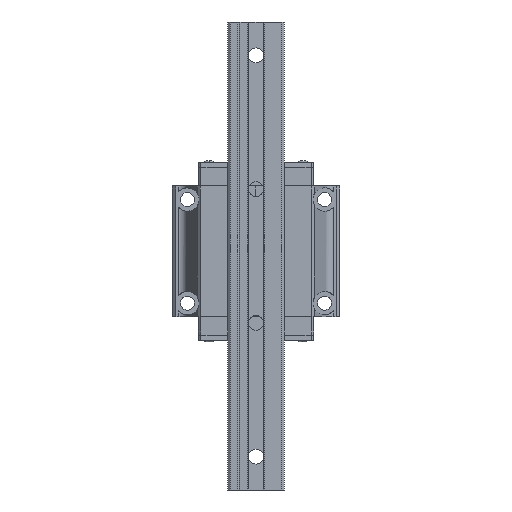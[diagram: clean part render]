
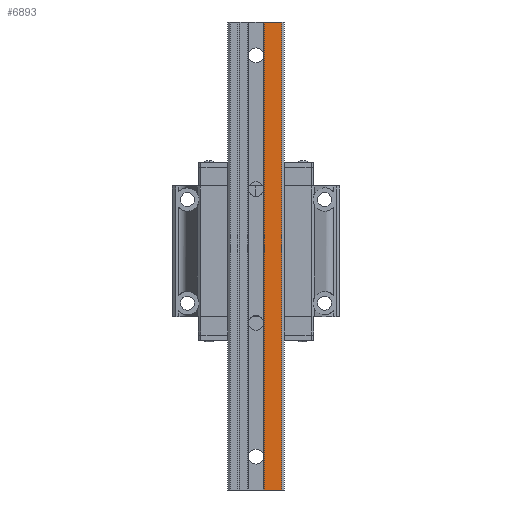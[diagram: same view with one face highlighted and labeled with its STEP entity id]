
A CAD part, front view. The second image highlights one B-rep face of the part: STEP entity #6893.
In plain terms, the highlighted planar face has unit normal (0, -1, 0).
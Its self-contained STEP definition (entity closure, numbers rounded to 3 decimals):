
#165 = ORIENTED_EDGE ( 'NONE', *, *, #6318, .T. ) ;
#173 = DIRECTION ( 'NONE',  ( 0., 0., -1. ) ) ;
#1136 = CARTESIAN_POINT ( 'NONE',  ( 22., 0., 0. ) ) ;
#1755 = FACE_OUTER_BOUND ( 'NONE', #12075, .T. ) ;
#2873 = VERTEX_POINT ( 'NONE', #11411 ) ;
#3087 = CARTESIAN_POINT ( 'NONE',  ( 32.5, 0., 0. ) ) ;
#3163 = ORIENTED_EDGE ( 'NONE', *, *, #10973, .F. ) ;
#5165 = VERTEX_POINT ( 'NONE', #8084 ) ;
#5166 = DIRECTION ( 'NONE',  ( 0., 0., 1. ) ) ;
#5579 = VECTOR ( 'NONE', #7421, 1000. ) ;
#5663 = EDGE_CURVE ( 'NONE', #5165, #6411, #10724, .T. ) ;
#5679 = VECTOR ( 'NONE', #5166, 1000. ) ;
#6318 = EDGE_CURVE ( 'NONE', #2873, #5165, #8069, .T. ) ;
#6411 = VERTEX_POINT ( 'NONE', #3087 ) ;
#6893 = ADVANCED_FACE ( 'NONE', ( #1755 ), #7609, .T. ) ;
#7397 = CARTESIAN_POINT ( 'NONE',  ( 32.5, 0., -280. ) ) ;
#7421 = DIRECTION ( 'NONE',  ( 1., 0., 0. ) ) ;
#7609 = PLANE ( 'NONE',  #8249 ) ;
#7819 = VECTOR ( 'NONE', #8640, 1000. ) ;
#8069 = LINE ( 'NONE', #12056, #5579 ) ;
#8084 = CARTESIAN_POINT ( 'NONE',  ( 32.5, 0., -280. ) ) ;
#8145 = ORIENTED_EDGE ( 'NONE', *, *, #8280, .F. ) ;
#8249 = AXIS2_PLACEMENT_3D ( 'NONE', #9580, #11429, #173 ) ;
#8280 = EDGE_CURVE ( 'NONE', #2873, #11919, #10509, .T. ) ;
#8640 = DIRECTION ( 'NONE',  ( 1., 0., 0. ) ) ;
#9580 = CARTESIAN_POINT ( 'NONE',  ( 22., 0., -280. ) ) ;
#9764 = ORIENTED_EDGE ( 'NONE', *, *, #5663, .T. ) ;
#9836 = VECTOR ( 'NONE', #11090, 1000. ) ;
#10329 = LINE ( 'NONE', #1136, #7819 ) ;
#10509 = LINE ( 'NONE', #11720, #5679 ) ;
#10724 = LINE ( 'NONE', #7397, #9836 ) ;
#10973 = EDGE_CURVE ( 'NONE', #11919, #6411, #10329, .T. ) ;
#11090 = DIRECTION ( 'NONE',  ( 0., 0., 1. ) ) ;
#11411 = CARTESIAN_POINT ( 'NONE',  ( 22., 0., -280. ) ) ;
#11429 = DIRECTION ( 'NONE',  ( 0., -1., 0. ) ) ;
#11633 = CARTESIAN_POINT ( 'NONE',  ( 22., 0., 0. ) ) ;
#11720 = CARTESIAN_POINT ( 'NONE',  ( 22., 0., -280. ) ) ;
#11919 = VERTEX_POINT ( 'NONE', #11633 ) ;
#12056 = CARTESIAN_POINT ( 'NONE',  ( 22., 0., -280. ) ) ;
#12075 = EDGE_LOOP ( 'NONE', ( #3163, #8145, #165, #9764 ) ) ;
